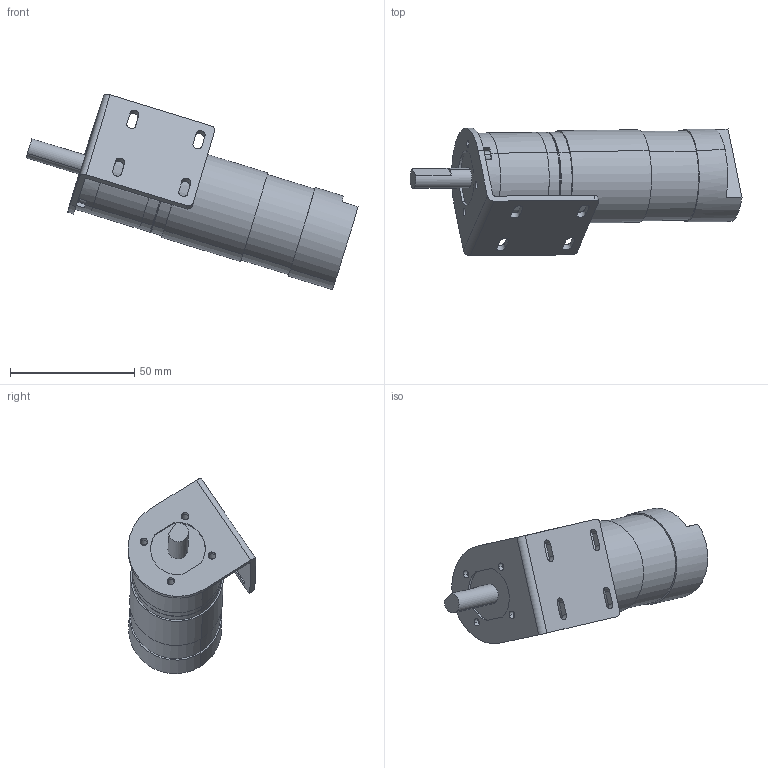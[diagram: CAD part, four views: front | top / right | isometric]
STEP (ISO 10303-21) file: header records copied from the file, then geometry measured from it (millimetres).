
FILE_DESCRIPTION (( 'STEP AP203' ), '1' );
FILE_NAME ('DC-Planet-Geared-motor.STEP', '2022-04-25T14:47:12', ( '' ), ( '' ), 'SwSTEP 2.0', 'SolidWorks 2022', '' );
FILE_SCHEMA (( 'CONFIG_CONTROL_DESIGN' ));
Length unit declared in the file: millimetre
Products named in the file (5): motor; DC-Planet-Geared-motor; DC planet geared motor; shaft; gá d? d?ng co
Assembly tree (4 placements, depth 3):
  DC-Planet-Geared-motor
    DC planet geared motor
      motor
      shaft
    gá d? d?ng co
Bounding box: 133.44 x 51.37 x 78.48 mm (x, y, z)
Volume: 120730.6 mm3; surface area: 23383.6 mm2
Topology: 3 solids, 3 shells, 151 faces, 372 edges, 248 vertices
Faces by surface type: plane 84, cylinder 67
Entity records: 5075 total; most frequent: DIRECTION 836, CARTESIAN_POINT 779, ORIENTED_EDGE 744, EDGE_CURVE 372, AXIS2_PLACEMENT_3D 305, VERTEX_POINT 248, LINE 226, VECTOR 226
